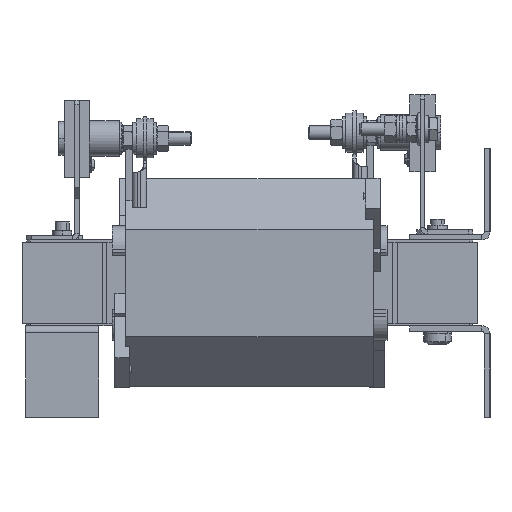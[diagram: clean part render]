
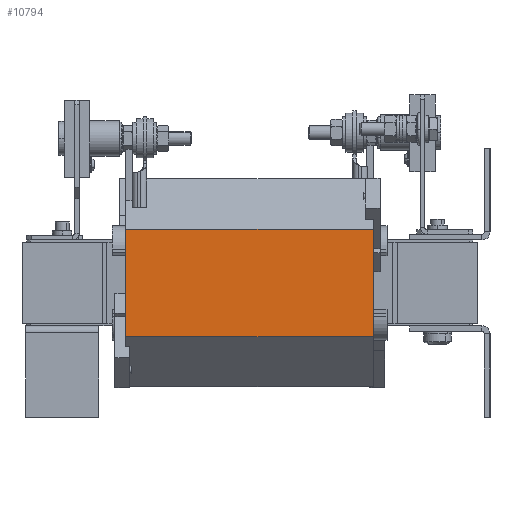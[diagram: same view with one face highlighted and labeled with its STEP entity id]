
A CAD part, left-side view. The second image highlights one B-rep face of the part: STEP entity #10794.
In plain terms, the highlighted planar face has unit normal (-1, 0, 0).
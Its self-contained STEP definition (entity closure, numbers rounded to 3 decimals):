
#4041 = AXIS2_PLACEMENT_3D ( 'NONE', #27254, #6813, #28200 ) ;
#5682 = FACE_OUTER_BOUND ( 'NONE', #26189, .T. ) ;
#6043 = VECTOR ( 'NONE', #30016, 1000. ) ;
#6130 = VERTEX_POINT ( 'NONE', #55589 ) ;
#6800 = VERTEX_POINT ( 'NONE', #7692 ) ;
#6813 = DIRECTION ( 'NONE',  ( -1., 0., 0. ) ) ;
#7419 = VERTEX_POINT ( 'NONE', #39294 ) ;
#7692 = CARTESIAN_POINT ( 'NONE',  ( -138.75, 28., -23.5 ) ) ;
#8783 = DIRECTION ( 'NONE',  ( 0., 1., 0. ) ) ;
#10794 = ADVANCED_FACE ( 'Defeature ausgef�hrt3_124', ( #5682 ), #53347, .T. ) ;
#15840 = CARTESIAN_POINT ( 'NONE',  ( -138.75, 136.25, 23.5 ) ) ;
#17175 = ORIENTED_EDGE ( 'NONE', *, *, #21404, .T. ) ;
#19672 = VERTEX_POINT ( 'NONE', #41245 ) ;
#21404 = EDGE_CURVE ( 'Defeature ausgef�hrt3_124+Defeature ausgef�hrt3_125+Defeature ausgef�hrt3_119+Defeature ausgef�hrt3_114', #6800, #7419, #34401, .T. ) ;
#23780 = ORIENTED_EDGE ( 'NONE', *, *, #46837, .F. ) ;
#24168 = EDGE_CURVE ( 'Defeature ausgef�hrt3_124+Defeature ausgef�hrt3_114+Defeature ausgef�hrt3_125+Defeature ausgef�hrt3_116', #7419, #19672, #49714, .T. ) ;
#24190 = ORIENTED_EDGE ( 'NONE', *, *, #24168, .T. ) ;
#24641 = CARTESIAN_POINT ( 'NONE',  ( -138.75, 28., 23.5 ) ) ;
#25342 = DIRECTION ( 'NONE',  ( 0., 0., 1. ) ) ;
#26189 = EDGE_LOOP ( 'NONE', ( #24190, #39500, #23780, #17175 ) ) ;
#27254 = CARTESIAN_POINT ( 'NONE',  ( -138.75, 28., 23.5 ) ) ;
#28200 = DIRECTION ( 'NONE',  ( 0., 0., 1. ) ) ;
#29431 = DIRECTION ( 'NONE',  ( 0., 0., 1. ) ) ;
#30016 = DIRECTION ( 'NONE',  ( 0., 1., 0. ) ) ;
#30649 = LINE ( 'NONE', #38599, #34751 ) ;
#34401 = LINE ( 'NONE', #24641, #39212 ) ;
#34751 = VECTOR ( 'NONE', #8783, 1000. ) ;
#34933 = CARTESIAN_POINT ( 'NONE',  ( -138.75, 28., 23.5 ) ) ;
#37443 = LINE ( 'NONE', #15840, #42175 ) ;
#38599 = CARTESIAN_POINT ( 'NONE',  ( -138.75, 28., -23.5 ) ) ;
#39212 = VECTOR ( 'NONE', #29431, 1000. ) ;
#39294 = CARTESIAN_POINT ( 'NONE',  ( -138.75, 28., 23.5 ) ) ;
#39500 = ORIENTED_EDGE ( 'NONE', *, *, #47305, .F. ) ;
#41245 = CARTESIAN_POINT ( 'NONE',  ( -138.75, 136.25, 23.5 ) ) ;
#42175 = VECTOR ( 'NONE', #25342, 1000. ) ;
#46837 = EDGE_CURVE ( 'Defeature ausgef�hrt3_119+Defeature ausgef�hrt3_124+Defeature ausgef�hrt3_125+Defeature ausgef�hrt3_116', #6800, #6130, #30649, .T. ) ;
#47305 = EDGE_CURVE ( 'Defeature ausgef�hrt3_116+Defeature ausgef�hrt3_124+Defeature ausgef�hrt3_119+Defeature ausgef�hrt3_114', #6130, #19672, #37443, .T. ) ;
#49714 = LINE ( 'NONE', #34933, #6043 ) ;
#53347 = PLANE ( 'NONE',  #4041 ) ;
#55589 = CARTESIAN_POINT ( 'NONE',  ( -138.75, 136.25, -23.5 ) ) ;
